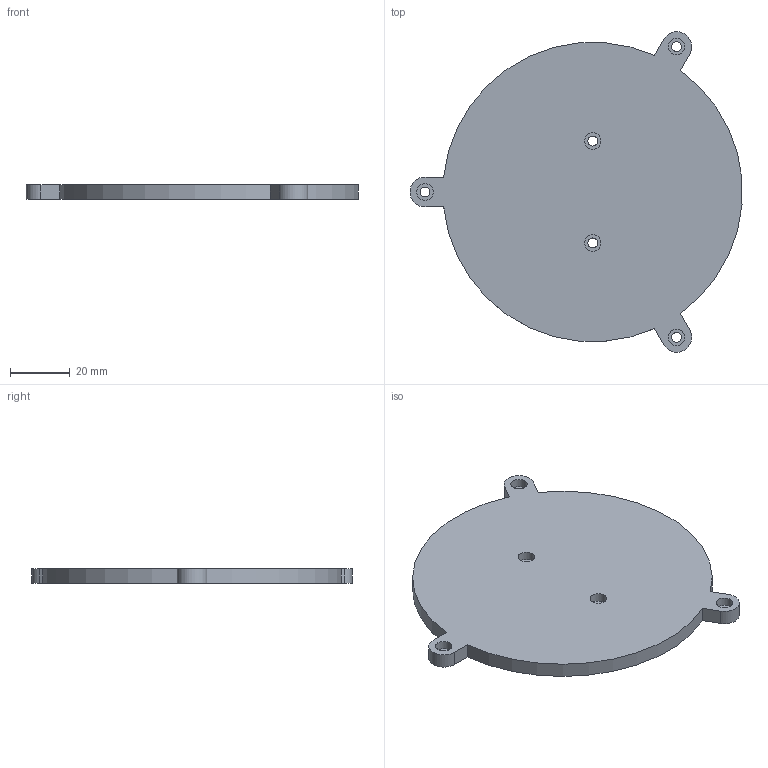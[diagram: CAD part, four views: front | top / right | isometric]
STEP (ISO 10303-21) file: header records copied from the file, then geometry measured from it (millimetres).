
FILE_DESCRIPTION(('FreeCAD Model'),'2;1');
FILE_NAME('base-cover.step', '2015-04-27T12:19:41',('Author'),(''), 'Open CASCADE STEP processor 6.8','FreeCAD','Unknown');
FILE_SCHEMA(('AUTOMOTIVE_DESIGN_CC2 { 1 2 10303 214 -1 1 5 4 }'));
Length unit declared in the file: millimetre
Products named in the file (1): Base_Cover-N
Bounding box: 110.81 x 106.99 x 5 mm (x, y, z)
Volume: 40329.6 mm3; surface area: 18429.6 mm2
Topology: 1 solids, 1 shells, 29 faces, 72 edges, 50 vertices
Faces by surface type: cylinder 16, plane 13
Full cylindrical faces by diameter (mm): 3.3 x5, 5.5 x5
Entity records: 2253 total; most frequent: CARTESIAN_POINT 740, DIRECTION 284, ORIENTED_EDGE 144, PCURVE 144, DEFINITIONAL_REPRESENTATION 144, LINE 110, VECTOR 110, CIRCLE 76
